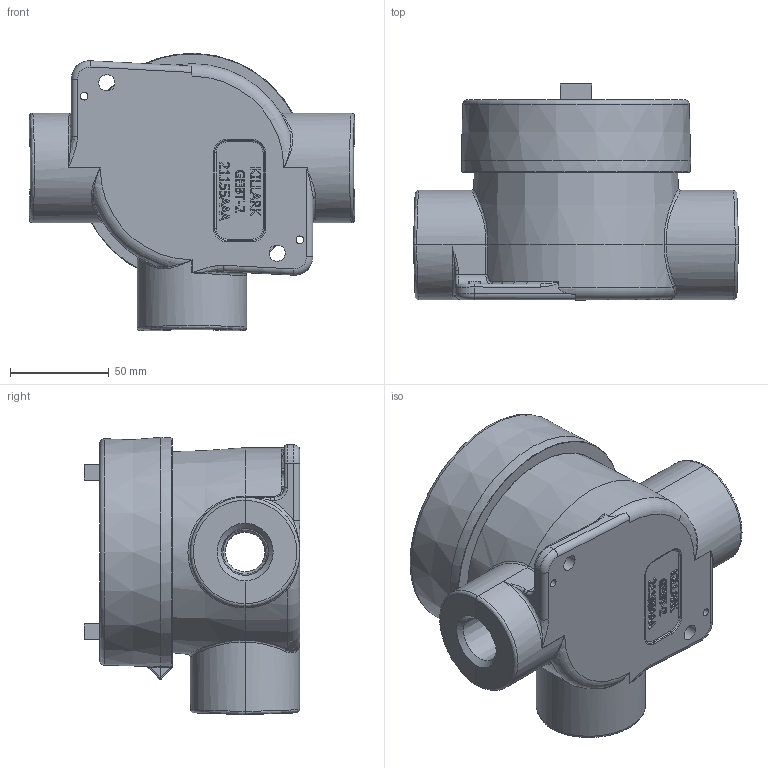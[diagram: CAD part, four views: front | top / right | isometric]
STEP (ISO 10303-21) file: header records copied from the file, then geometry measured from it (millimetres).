
FILE_DESCRIPTION(/* description */ (''),/* implementation_level */ '2;1');
FILE_NAME(/* name */ 'KIL_GEBT-2.stp',/* time_stamp */ '2021-02-10T19:00:32+06:00',/* author */ ('kr'),/* organization */ (''),/* preprocessor_version */ 'ST-DEVELOPER v18',/* originating_system */ 'Autodesk Inventor 2020',/* authorisation */ '');
FILE_SCHEMA (('AUTOMOTIVE_DESIGN { 1 0 10303 214 3 1 1 }'));
Length unit declared in the file: inch
Products named in the file (3): GEBC-2; 21155; 21147-override
Assembly tree (2 placements, depth 2):
  GEBC-2
    21155
    21147-override
Bounding box: 165.1 x 109.47 x 140.73 mm (x, y, z)
Volume: 670013.2 mm3; surface area: 137734.9 mm2
Topology: 2 solids, 2 shells, 848 faces, 2219 edges, 1409 vertices
Faces by surface type: plane 412, bspline 258, cylinder 95, torus 57, cone 16, sphere 10
Full cylindrical faces by diameter (mm): 3.886 x2, 8.153 x2, 20.117 x3, 39.573 x3, 97.104 x1, 102.743 x1
Entity records: 54516 total; most frequent: CARTESIAN_POINT 35071, ORIENTED_EDGE 4418, DIRECTION 3306, EDGE_CURVE 2209, VERTEX_POINT 1412, LINE 1270, VECTOR 1270, AXIS2_PLACEMENT_3D 1018
